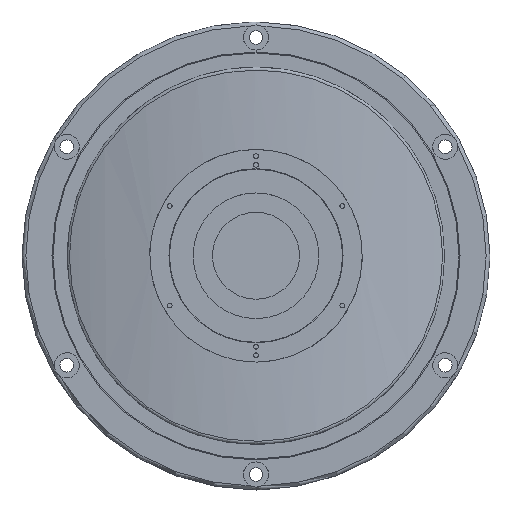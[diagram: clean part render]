
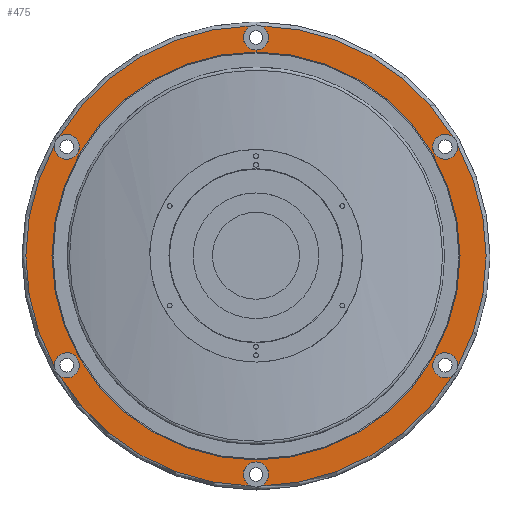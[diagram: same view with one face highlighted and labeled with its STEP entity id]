
A CAD part, top view. The second image highlights one B-rep face of the part: STEP entity #475.
In plain terms, the highlighted planar face has unit normal (0, 0, 1).
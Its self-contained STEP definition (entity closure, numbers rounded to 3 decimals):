
#475 = ADVANCED_FACE( '', ( #1048, #1049 ), #1050, .F. );
#1048 = FACE_OUTER_BOUND( '', #2110, .T. );
#1049 = FACE_BOUND( '', #2111, .T. );
#1050 = PLANE( '', #2112 );
#2110 = EDGE_LOOP( '', ( #4440, #4441, #4442, #4443, #4444, #4445, #4446, #4447, #4448, #4449, #4450, #4451 ) );
#2111 = EDGE_LOOP( '', ( #4452 ) );
#2112 = AXIS2_PLACEMENT_3D( '', #4453, #4454, #4455 );
#4440 = ORIENTED_EDGE( '', *, *, #4630, .T. );
#4441 = ORIENTED_EDGE( '', *, *, #4932, .T. );
#4442 = ORIENTED_EDGE( '', *, *, #4640, .T. );
#4443 = ORIENTED_EDGE( '', *, *, #4854, .T. );
#4444 = ORIENTED_EDGE( '', *, *, #4638, .T. );
#4445 = ORIENTED_EDGE( '', *, *, #4899, .T. );
#4446 = ORIENTED_EDGE( '', *, *, #4636, .T. );
#4447 = ORIENTED_EDGE( '', *, *, #4986, .T. );
#4448 = ORIENTED_EDGE( '', *, *, #4634, .T. );
#4449 = ORIENTED_EDGE( '', *, *, #4840, .T. );
#4450 = ORIENTED_EDGE( '', *, *, #4632, .T. );
#4451 = ORIENTED_EDGE( '', *, *, #4827, .T. );
#4452 = ORIENTED_EDGE( '', *, *, #4971, .T. );
#4453 = CARTESIAN_POINT( '', ( 0., 0., 8. ) );
#4454 = DIRECTION( '', ( 0., 0., -1. ) );
#4455 = DIRECTION( '', ( -1., 0., 0. ) );
#4630 = EDGE_CURVE( '', #5095, #5092, #5096, .F. );
#4632 = EDGE_CURVE( '', #5099, #5097, #5100, .F. );
#4634 = EDGE_CURVE( '', #5103, #5101, #5104, .F. );
#4636 = EDGE_CURVE( '', #5107, #5105, #5108, .F. );
#4638 = EDGE_CURVE( '', #5111, #5109, #5112, .F. );
#4640 = EDGE_CURVE( '', #5093, #5113, #5115, .F. );
#4827 = EDGE_CURVE( '', #5097, #5095, #5409, .T. );
#4840 = EDGE_CURVE( '', #5101, #5099, #5424, .T. );
#4854 = EDGE_CURVE( '', #5113, #5111, #5441, .T. );
#4899 = EDGE_CURVE( '', #5109, #5107, #5503, .T. );
#4932 = EDGE_CURVE( '', #5092, #5093, #5547, .T. );
#4971 = EDGE_CURVE( '', #5594, #5594, #5595, .T. );
#4986 = EDGE_CURVE( '', #5105, #5103, #5611, .T. );
#5092 = VERTEX_POINT( '', #5778 );
#5093 = VERTEX_POINT( '', #5779 );
#5095 = VERTEX_POINT( '', #5792 );
#5096 = CIRCLE( '', #5793, 119. );
#5097 = VERTEX_POINT( '', #5794 );
#5099 = VERTEX_POINT( '', #5807 );
#5100 = CIRCLE( '', #5808, 119. );
#5101 = VERTEX_POINT( '', #5809 );
#5103 = VERTEX_POINT( '', #5822 );
#5104 = CIRCLE( '', #5823, 119. );
#5105 = VERTEX_POINT( '', #5824 );
#5107 = VERTEX_POINT( '', #5837 );
#5108 = CIRCLE( '', #5838, 119. );
#5109 = VERTEX_POINT( '', #5839 );
#5111 = VERTEX_POINT( '', #5852 );
#5112 = CIRCLE( '', #5853, 119. );
#5113 = VERTEX_POINT( '', #5854 );
#5115 = CIRCLE( '', #5867, 119. );
#5409 = CIRCLE( '', #6796, 6.5 );
#5424 = CIRCLE( '', #6832, 6.5 );
#5441 = CIRCLE( '', #6849, 6.5 );
#5503 = CIRCLE( '', #7402, 6.5 );
#5547 = CIRCLE( '', #7459, 6.5 );
#5594 = VERTEX_POINT( '', #7513 );
#5595 = CIRCLE( '', #7514, 105.5 );
#5611 = CIRCLE( '', #7576, 6.5 );
#5778 = CARTESIAN_POINT( '', ( 101.75, -61.708, 8. ) );
#5779 = CARTESIAN_POINT( '', ( 104.316, -57.265, 8. ) );
#5792 = CARTESIAN_POINT( '', ( 2.565, -118.972, 8. ) );
#5793 = AXIS2_PLACEMENT_3D( '', #7699, #7700, #7701 );
#5794 = CARTESIAN_POINT( '', ( -2.565, -118.972, 8. ) );
#5807 = CARTESIAN_POINT( '', ( -101.75, -61.708, 8. ) );
#5808 = AXIS2_PLACEMENT_3D( '', #7702, #7703, #7704 );
#5809 = CARTESIAN_POINT( '', ( -104.316, -57.265, 8. ) );
#5822 = CARTESIAN_POINT( '', ( -104.316, 57.265, 8. ) );
#5823 = AXIS2_PLACEMENT_3D( '', #7705, #7706, #7707 );
#5824 = CARTESIAN_POINT( '', ( -101.75, 61.708, 8. ) );
#5837 = CARTESIAN_POINT( '', ( -2.565, 118.972, 8. ) );
#5838 = AXIS2_PLACEMENT_3D( '', #7708, #7709, #7710 );
#5839 = CARTESIAN_POINT( '', ( 2.565, 118.972, 8. ) );
#5852 = CARTESIAN_POINT( '', ( 101.75, 61.708, 8. ) );
#5853 = AXIS2_PLACEMENT_3D( '', #7711, #7712, #7713 );
#5854 = CARTESIAN_POINT( '', ( 104.316, 57.265, 8. ) );
#5867 = AXIS2_PLACEMENT_3D( '', #7714, #7715, #7716 );
#6796 = AXIS2_PLACEMENT_3D( '', #8004, #8005, #8006 );
#6832 = AXIS2_PLACEMENT_3D( '', #8019, #8020, #8021 );
#6849 = AXIS2_PLACEMENT_3D( '', #8040, #8041, #8042 );
#7402 = AXIS2_PLACEMENT_3D( '', #8088, #8089, #8090 );
#7459 = AXIS2_PLACEMENT_3D( '', #8132, #8133, #8134 );
#7513 = CARTESIAN_POINT( '', ( 0., 105.5, 8. ) );
#7514 = AXIS2_PLACEMENT_3D( '', #8170, #8171, #8172 );
#7576 = AXIS2_PLACEMENT_3D( '', #8177, #8178, #8179 );
#7699 = CARTESIAN_POINT( '', ( 0., 0., 8. ) );
#7700 = DIRECTION( '', ( 0., 0., -1. ) );
#7701 = DIRECTION( '', ( -1., 0., 0. ) );
#7702 = CARTESIAN_POINT( '', ( 0., 0., 8. ) );
#7703 = DIRECTION( '', ( 0., 0., -1. ) );
#7704 = DIRECTION( '', ( -1., 0., 0. ) );
#7705 = CARTESIAN_POINT( '', ( 0., 0., 8. ) );
#7706 = DIRECTION( '', ( 0., 0., -1. ) );
#7707 = DIRECTION( '', ( -1., 0., 0. ) );
#7708 = CARTESIAN_POINT( '', ( 0., 0., 8. ) );
#7709 = DIRECTION( '', ( 0., 0., -1. ) );
#7710 = DIRECTION( '', ( -1., 0., 0. ) );
#7711 = CARTESIAN_POINT( '', ( 0., 0., 8. ) );
#7712 = DIRECTION( '', ( 0., 0., -1. ) );
#7713 = DIRECTION( '', ( -1., 0., 0. ) );
#7714 = CARTESIAN_POINT( '', ( 0., 0., 8. ) );
#7715 = DIRECTION( '', ( 0., 0., -1. ) );
#7716 = DIRECTION( '', ( -1., 0., 0. ) );
#8004 = CARTESIAN_POINT( '', ( 0., -113., 8. ) );
#8005 = DIRECTION( '', ( 0., 0., -1. ) );
#8006 = DIRECTION( '', ( 0., -1., 0. ) );
#8019 = CARTESIAN_POINT( '', ( -97.861, -56.5, 8. ) );
#8020 = DIRECTION( '', ( 0., 0., -1. ) );
#8021 = DIRECTION( '', ( 0., -1., 0. ) );
#8040 = CARTESIAN_POINT( '', ( 97.861, 56.5, 8. ) );
#8041 = DIRECTION( '', ( 0., 0., -1. ) );
#8042 = DIRECTION( '', ( 0., -1., 0. ) );
#8088 = CARTESIAN_POINT( '', ( 0., 113., 8. ) );
#8089 = DIRECTION( '', ( 0., 0., -1. ) );
#8090 = DIRECTION( '', ( 0., -1., 0. ) );
#8132 = CARTESIAN_POINT( '', ( 97.861, -56.5, 8. ) );
#8133 = DIRECTION( '', ( 0., 0., -1. ) );
#8134 = DIRECTION( '', ( 0., -1., 0. ) );
#8170 = CARTESIAN_POINT( '', ( 0., 0., 8. ) );
#8171 = DIRECTION( '', ( 0., 0., -1. ) );
#8172 = DIRECTION( '', ( 0., 1., 0. ) );
#8177 = CARTESIAN_POINT( '', ( -97.861, 56.5, 8. ) );
#8178 = DIRECTION( '', ( 0., 0., -1. ) );
#8179 = DIRECTION( '', ( 0., -1., 0. ) );
